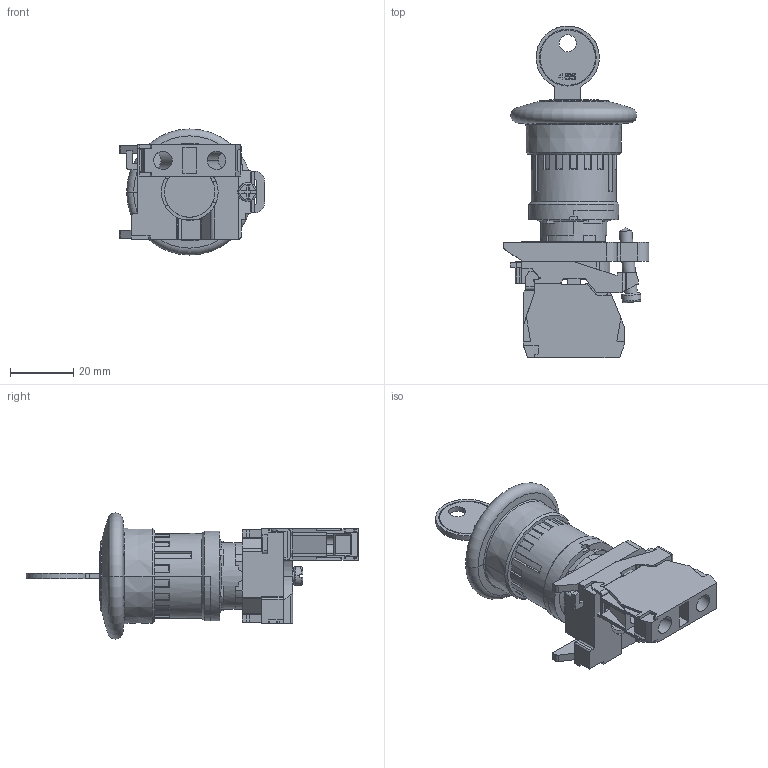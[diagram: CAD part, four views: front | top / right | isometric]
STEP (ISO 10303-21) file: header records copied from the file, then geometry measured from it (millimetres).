
FILE_DESCRIPTION((''),'2;1');
FILE_NAME('LA167-B4-BS142_ASM_ASM','2024-01-17T',('Administrator'),('zyb.com'),'PRO/ENGINEER BY PARAMETRIC TECHNOLOGY CORPORATION, 2010280','PRO/ENGINEER BY PARAMETRIC TECHNOLOGY CORPORATION, 2010280','');
FILE_SCHEMA(('CONFIG_CONTROL_DESIGN','SHAPE_APPEARANCE_LAYERS_GROUPS'));
Length unit declared in the file: millimetre
Products named in the file (6): PRT0005; PRT0006_1; LA167-B4-BS14C_1; LA167-B4-BS142_ASM_1_ASM_ASM; LA167-B4-BS142_ASM_ASM_ASM; LA167-B4-BS142_ASM_ASM
Assembly tree (5 placements, depth 4):
  LA167-B4-BS142_ASM_ASM
    LA167-B4-BS142_ASM_ASM_ASM
      LA167-B4-BS142_ASM_1_ASM_ASM
        PRT0005
        PRT0006_1
        LA167-B4-BS14C_1
Bounding box: 46 x 105.05 x 39.9 mm (x, y, z)
Volume: 42726.4 mm3; surface area: 18557.7 mm2
Topology: 3 solids, 3 shells, 857 faces, 2503 edges, 1666 vertices
Faces by surface type: plane 591, cylinder 215, cone 35, torus 12, extrusion 2, sphere 2
Entity records: 31627 total; most frequent: CARTESIAN_POINT 5781, ORIENTED_EDGE 4998, DIRECTION 4664, EDGE_CURVE 2499, VECTOR 1804, LINE 1802, VERTEX_POINT 1666, AXIS2_PLACEMENT_3D 1430
